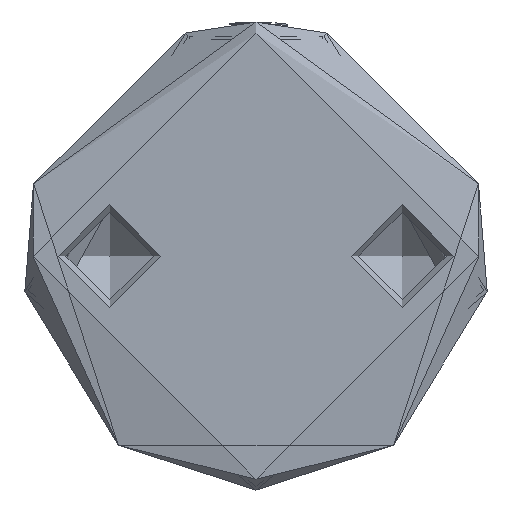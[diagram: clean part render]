
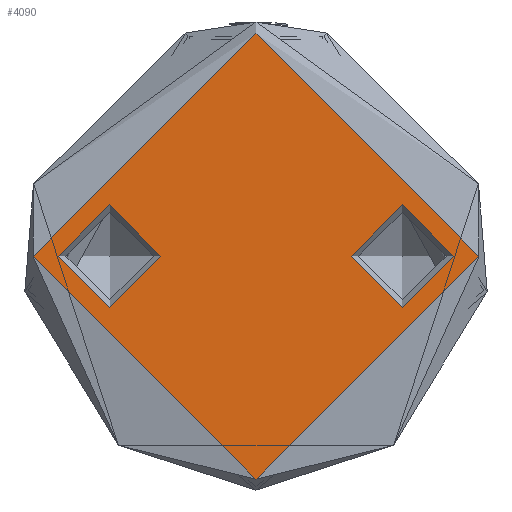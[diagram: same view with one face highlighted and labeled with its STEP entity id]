
A CAD part, front view. The second image highlights one B-rep face of the part: STEP entity #4090.
In plain terms, the highlighted face is planar.
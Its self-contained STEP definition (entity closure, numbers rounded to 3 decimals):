
#83 = DIRECTION ( 'NONE',  ( 0., 0., 1. ) ) ;
#105 = CARTESIAN_POINT ( 'NONE',  ( 0., 10., 0. ) ) ;
#179 = AXIS2_PLACEMENT_3D ( 'NONE', #721, #3943, #1189 ) ;
#363 = VERTEX_POINT ( 'NONE', #2899 ) ;
#412 = DIRECTION ( 'NONE',  ( 0., 0., 1. ) ) ;
#593 = DIRECTION ( 'NONE',  ( 0., 1., 0. ) ) ;
#721 = CARTESIAN_POINT ( 'NONE',  ( 0., 0., 0. ) ) ;
#875 = PLANE ( 'NONE',  #3984 ) ;
#1189 = DIRECTION ( 'NONE',  ( 1., 0., 0. ) ) ;
#1204 = EDGE_LOOP ( 'NONE', ( #5334 ) ) ;
#1231 = CIRCLE ( 'NONE', #1556, 3.5 ) ;
#1366 = EDGE_CURVE ( 'NONE', #363, #363, #5168, .T. ) ;
#1512 = EDGE_LOOP ( 'NONE', ( #4874 ) ) ;
#1556 = AXIS2_PLACEMENT_3D ( 'NONE', #105, #3372, #593 ) ;
#1722 = AXIS2_PLACEMENT_3D ( 'NONE', #2896, #83, #3356 ) ;
#2003 = EDGE_LOOP ( 'NONE', ( #5756 ) ) ;
#2275 = VERTEX_POINT ( 'NONE', #5235 ) ;
#2503 = CIRCLE ( 'NONE', #1722, 3.5 ) ;
#2896 = CARTESIAN_POINT ( 'NONE',  ( 0., -10., 0. ) ) ;
#2899 = CARTESIAN_POINT ( 'NONE',  ( 15.25, 0., 0. ) ) ;
#3207 = CARTESIAN_POINT ( 'NONE',  ( 0., 0., 0. ) ) ;
#3356 = DIRECTION ( 'NONE',  ( 0., -1., 0. ) ) ;
#3372 = DIRECTION ( 'NONE',  ( 0., 0., -1. ) ) ;
#3374 = CARTESIAN_POINT ( 'NONE',  ( 0., -13.5, 0. ) ) ;
#3482 = EDGE_CURVE ( 'NONE', #2275, #2275, #1231, .T. ) ;
#3648 = DIRECTION ( 'NONE',  ( 1., 0., 0. ) ) ;
#3943 = DIRECTION ( 'NONE',  ( 0., 0., 1. ) ) ;
#3984 = AXIS2_PLACEMENT_3D ( 'NONE', #3207, #412, #3648 ) ;
#4090 = ADVANCED_FACE ( 'NONE', ( #5270, #4348, #4500 ), #875, .T. ) ;
#4348 = FACE_BOUND ( 'NONE', #2003, .T. ) ;
#4429 = VERTEX_POINT ( 'NONE', #3374 ) ;
#4500 = FACE_OUTER_BOUND ( 'NONE', #1204, .T. ) ;
#4504 = EDGE_CURVE ( 'NONE', #4429, #4429, #2503, .T. ) ;
#4874 = ORIENTED_EDGE ( 'NONE', *, *, #4504, .F. ) ;
#5168 = CIRCLE ( 'NONE', #179, 15.25 ) ;
#5235 = CARTESIAN_POINT ( 'NONE',  ( 0., 13.5, 0. ) ) ;
#5270 = FACE_BOUND ( 'NONE', #1512, .T. ) ;
#5334 = ORIENTED_EDGE ( 'NONE', *, *, #1366, .T. ) ;
#5756 = ORIENTED_EDGE ( 'NONE', *, *, #3482, .T. ) ;
